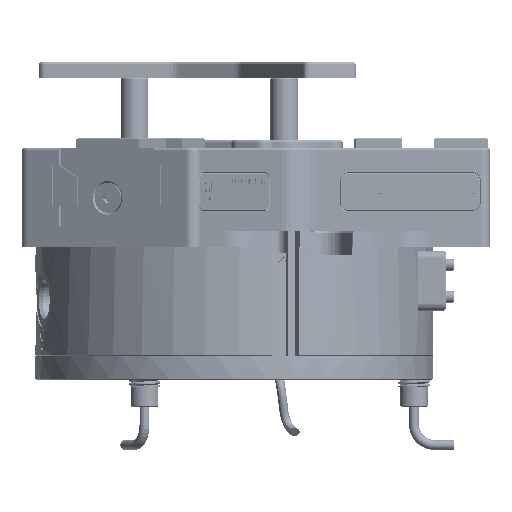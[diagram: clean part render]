
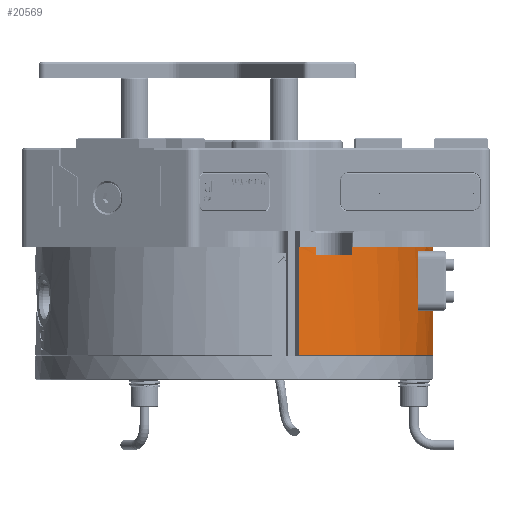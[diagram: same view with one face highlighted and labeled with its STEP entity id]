
A CAD part, left-side view. The second image highlights one B-rep face of the part: STEP entity #20569.
In plain terms, the highlighted cylindrical face has radius 50 mm (diameter 100 mm), a partial arc.
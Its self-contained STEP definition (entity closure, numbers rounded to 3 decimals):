
#443 = CARTESIAN_POINT ( 'NONE',  ( -19.596, -46., 26.25 ) ) ;
#1561 = AXIS2_PLACEMENT_3D ( 'NONE', #69237, #20829, #77349 ) ;
#2157 = CARTESIAN_POINT ( 'NONE',  ( -5.357, -49.712, 11.15 ) ) ;
#2316 = CARTESIAN_POINT ( 'NONE',  ( 0., 0., 0.15 ) ) ;
#2412 = CARTESIAN_POINT ( 'NONE',  ( 0., 0., 52. ) ) ;
#2732 = EDGE_CURVE ( 'NONE', #71092, #25331, #19259, .T. ) ;
#2853 = CARTESIAN_POINT ( 'NONE',  ( -45.687, -20.315, 52. ) ) ;
#4410 = LINE ( 'NONE', #74851, #23438 ) ;
#5964 = AXIS2_PLACEMENT_3D ( 'NONE', #35667, #92206, #43754 ) ;
#6608 = DIRECTION ( 'NONE',  ( 1., 0., 0. ) ) ;
#7747 = EDGE_CURVE ( 'NONE', #23893, #79546, #48737, .T. ) ;
#10473 = DIRECTION ( 'NONE',  ( 1., 0., 0. ) ) ;
#10583 = DIRECTION ( 'NONE',  ( 0., 0., 1. ) ) ;
#12278 = CARTESIAN_POINT ( 'NONE',  ( 0., 0., 26.25 ) ) ;
#14235 = CARTESIAN_POINT ( 'NONE',  ( -47.272, -16.29, 0.15 ) ) ;
#16037 = CIRCLE ( 'NONE', #58646, 50. ) ;
#17285 = ORIENTED_EDGE ( 'NONE', *, *, #79778, .T. ) ;
#18828 = CARTESIAN_POINT ( 'NONE',  ( -5.357, -49.712, 52. ) ) ;
#19259 = LINE ( 'NONE', #96854, #81160 ) ;
#20434 = DIRECTION ( 'NONE',  ( 1., 0., 0. ) ) ;
#20569 = ADVANCED_FACE ( 'NONE', ( #95125 ), #42008, .T. ) ;
#20829 = DIRECTION ( 'NONE',  ( 0., 0., -1. ) ) ;
#21504 = CARTESIAN_POINT ( 'NONE',  ( -5.357, -49.712, 26.25 ) ) ;
#23438 = VECTOR ( 'NONE', #66706, 1000. ) ;
#23741 = CARTESIAN_POINT ( 'NONE',  ( 0., 0., 11.15 ) ) ;
#23893 = VERTEX_POINT ( 'NONE', #60474 ) ;
#24733 = VECTOR ( 'NONE', #51321, 1000. ) ;
#25331 = VERTEX_POINT ( 'NONE', #42483 ) ;
#30353 = VERTEX_POINT ( 'NONE', #21504 ) ;
#31892 = DIRECTION ( 'NONE',  ( -1., 0., 0. ) ) ;
#32553 = VERTEX_POINT ( 'NONE', #41506 ) ;
#33422 = VECTOR ( 'NONE', #101110, 1000. ) ;
#34799 = VERTEX_POINT ( 'NONE', #443 ) ;
#35667 = CARTESIAN_POINT ( 'NONE',  ( 0., 0., 27.25 ) ) ;
#36493 = EDGE_CURVE ( 'NONE', #96081, #97301, #16037, .T. ) ;
#37368 = CIRCLE ( 'NONE', #53961, 50. ) ;
#37616 = EDGE_CURVE ( 'NONE', #30353, #32553, #4410, .T. ) ;
#37847 = ORIENTED_EDGE ( 'NONE', *, *, #37616, .T. ) ;
#39597 = EDGE_CURVE ( 'NONE', #96081, #34799, #92808, .T. ) ;
#41506 = CARTESIAN_POINT ( 'NONE',  ( -5.357, -49.712, 27.25 ) ) ;
#42008 = CYLINDRICAL_SURFACE ( 'NONE', #86089, 50. ) ;
#42483 = CARTESIAN_POINT ( 'NONE',  ( -40.437, -29.408, 27.25 ) ) ;
#42781 = DIRECTION ( 'NONE',  ( 1., 0., 0. ) ) ;
#43754 = DIRECTION ( 'NONE',  ( 1., 0., 0. ) ) ;
#44310 = CARTESIAN_POINT ( 'NONE',  ( -40.437, -29.408, 25.25 ) ) ;
#44396 = ORIENTED_EDGE ( 'NONE', *, *, #60289, .F. ) ;
#44553 = CARTESIAN_POINT ( 'NONE',  ( -19.596, -46., 52. ) ) ;
#46262 = ORIENTED_EDGE ( 'NONE', *, *, #36493, .F. ) ;
#47710 = VERTEX_POINT ( 'NONE', #76991 ) ;
#48464 = DIRECTION ( 'NONE',  ( 0., 0., 1. ) ) ;
#48737 = LINE ( 'NONE', #2853, #24733 ) ;
#51321 = DIRECTION ( 'NONE',  ( 0., 0., -1. ) ) ;
#52963 = EDGE_CURVE ( 'NONE', #103169, #93164, #62945, .T. ) ;
#53961 = AXIS2_PLACEMENT_3D ( 'NONE', #2316, #58955, #10473 ) ;
#54951 = VECTOR ( 'NONE', #75375, 1000. ) ;
#55076 = DIRECTION ( 'NONE',  ( 0., 0., 1. ) ) ;
#56476 = EDGE_CURVE ( 'NONE', #47710, #97301, #92877, .T. ) ;
#57634 = CARTESIAN_POINT ( 'NONE',  ( -47.272, -16.29, 27.25 ) ) ;
#58646 = AXIS2_PLACEMENT_3D ( 'NONE', #23741, #80261, #31892 ) ;
#58955 = DIRECTION ( 'NONE',  ( 0., 0., 1. ) ) ;
#59347 = ORIENTED_EDGE ( 'NONE', *, *, #52963, .F. ) ;
#60289 = EDGE_CURVE ( 'NONE', #93164, #23893, #60928, .T. ) ;
#60327 = ORIENTED_EDGE ( 'NONE', *, *, #39597, .T. ) ;
#60474 = CARTESIAN_POINT ( 'NONE',  ( -45.687, -20.315, 27.25 ) ) ;
#60887 = EDGE_LOOP ( 'NONE', ( #59347, #17285, #74313, #46262, #60327, #66028, #37847, #90862, #62564, #64682, #99202, #44396 ) ) ;
#60928 = CIRCLE ( 'NONE', #103342, 50. ) ;
#61860 = CIRCLE ( 'NONE', #95876, 50. ) ;
#62564 = ORIENTED_EDGE ( 'NONE', *, *, #2732, .F. ) ;
#62945 = LINE ( 'NONE', #66423, #79379 ) ;
#62953 = CARTESIAN_POINT ( 'NONE',  ( -19.596, -46., 11.15 ) ) ;
#64682 = ORIENTED_EDGE ( 'NONE', *, *, #65715, .T. ) ;
#65715 = EDGE_CURVE ( 'NONE', #71092, #79546, #98914, .T. ) ;
#66028 = ORIENTED_EDGE ( 'NONE', *, *, #68450, .F. ) ;
#66423 = CARTESIAN_POINT ( 'NONE',  ( -47.272, -16.29, 52. ) ) ;
#66706 = DIRECTION ( 'NONE',  ( 0., 0., 1. ) ) ;
#68450 = EDGE_CURVE ( 'NONE', #30353, #34799, #61860, .T. ) ;
#68826 = DIRECTION ( 'NONE',  ( 0., 0., -1. ) ) ;
#69237 = CARTESIAN_POINT ( 'NONE',  ( 0., 0., 25.25 ) ) ;
#71092 = VERTEX_POINT ( 'NONE', #44310 ) ;
#74313 = ORIENTED_EDGE ( 'NONE', *, *, #56476, .T. ) ;
#74556 = DIRECTION ( 'NONE',  ( 0., 0., 1. ) ) ;
#74851 = CARTESIAN_POINT ( 'NONE',  ( -5.357, -49.712, 52. ) ) ;
#75375 = DIRECTION ( 'NONE',  ( 0., 0., 1. ) ) ;
#76991 = CARTESIAN_POINT ( 'NONE',  ( -5.357, -49.712, 0.15 ) ) ;
#77349 = DIRECTION ( 'NONE',  ( 1., 0., 0. ) ) ;
#79379 = VECTOR ( 'NONE', #74556, 1000. ) ;
#79546 = VERTEX_POINT ( 'NONE', #103156 ) ;
#79778 = EDGE_CURVE ( 'NONE', #103169, #47710, #37368, .T. ) ;
#80261 = DIRECTION ( 'NONE',  ( 0., 0., 1. ) ) ;
#81160 = VECTOR ( 'NONE', #48464, 1000. ) ;
#86089 = AXIS2_PLACEMENT_3D ( 'NONE', #2412, #10583, #42781 ) ;
#90862 = ORIENTED_EDGE ( 'NONE', *, *, #96471, .F. ) ;
#92206 = DIRECTION ( 'NONE',  ( 0., 0., 1. ) ) ;
#92808 = LINE ( 'NONE', #44553, #33422 ) ;
#92877 = LINE ( 'NONE', #18828, #54951 ) ;
#93164 = VERTEX_POINT ( 'NONE', #57634 ) ;
#93718 = CIRCLE ( 'NONE', #5964, 50. ) ;
#95125 = FACE_OUTER_BOUND ( 'NONE', #60887, .T. ) ;
#95876 = AXIS2_PLACEMENT_3D ( 'NONE', #12278, #68826, #20434 ) ;
#96081 = VERTEX_POINT ( 'NONE', #62953 ) ;
#96471 = EDGE_CURVE ( 'NONE', #25331, #32553, #93718, .T. ) ;
#96854 = CARTESIAN_POINT ( 'NONE',  ( -40.437, -29.408, 52. ) ) ;
#97301 = VERTEX_POINT ( 'NONE', #2157 ) ;
#98914 = CIRCLE ( 'NONE', #1561, 50. ) ;
#99202 = ORIENTED_EDGE ( 'NONE', *, *, #7747, .F. ) ;
#101110 = DIRECTION ( 'NONE',  ( 0., 0., 1. ) ) ;
#103156 = CARTESIAN_POINT ( 'NONE',  ( -45.687, -20.315, 25.25 ) ) ;
#103169 = VERTEX_POINT ( 'NONE', #14235 ) ;
#103342 = AXIS2_PLACEMENT_3D ( 'NONE', #103462, #55076, #6608 ) ;
#103462 = CARTESIAN_POINT ( 'NONE',  ( 0., 0., 27.25 ) ) ;
